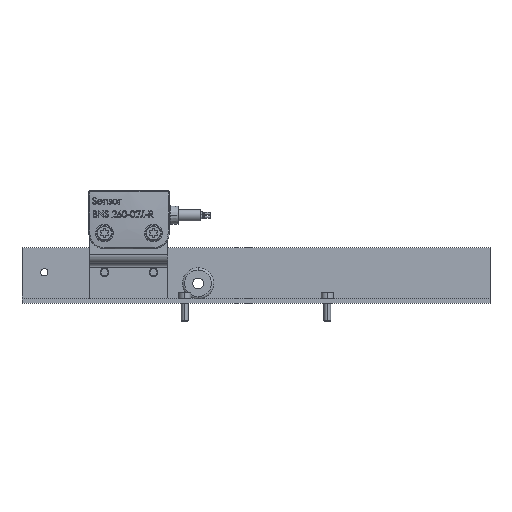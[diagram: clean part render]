
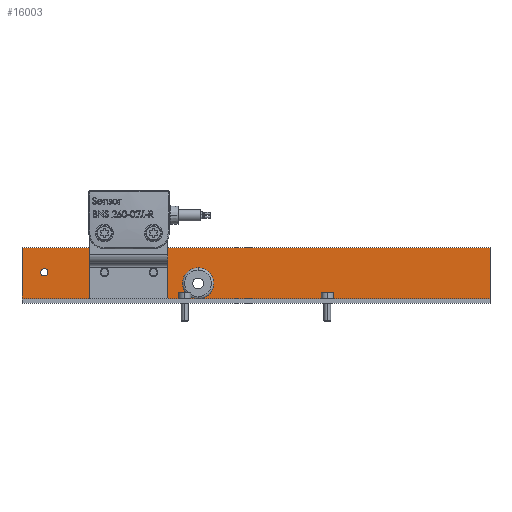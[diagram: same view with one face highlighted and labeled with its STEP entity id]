
A CAD part, top view. The second image highlights one B-rep face of the part: STEP entity #16003.
In plain terms, the highlighted planar face has unit normal (0, 0, 1).
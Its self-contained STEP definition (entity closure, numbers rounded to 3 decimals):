
#34 = DIRECTION ( 'NONE',  ( 0., 0., 1. ) ) ;
#114 = CARTESIAN_POINT ( 'NONE',  ( -95., 14., 2. ) ) ;
#170 = EDGE_LOOP ( 'NONE', ( #12902, #5920 ) ) ;
#662 = CIRCLE ( 'NONE', #13593, 4.5 ) ;
#899 = CIRCLE ( 'NONE', #18584, 1.65 ) ;
#918 = FACE_BOUND ( 'NONE', #17614, .T. ) ;
#919 = LINE ( 'NONE', #16346, #7537 ) ;
#1015 = EDGE_CURVE ( 'NONE', #8358, #9583, #15994, .T. ) ;
#1039 = EDGE_CURVE ( 'NONE', #8311, #8358, #12797, .T. ) ;
#1063 = DIRECTION ( 'NONE',  ( 0., 1., 0. ) ) ;
#1111 = AXIS2_PLACEMENT_3D ( 'NONE', #8237, #15084, #16599 ) ;
#1575 = CIRCLE ( 'NONE', #14652, 2.1 ) ;
#1604 = CARTESIAN_POINT ( 'NONE',  ( -43.9, 14., 2. ) ) ;
#1872 = CARTESIAN_POINT ( 'NONE',  ( -105., 2., 2. ) ) ;
#2425 = AXIS2_PLACEMENT_3D ( 'NONE', #19313, #20810, #13946 ) ;
#2712 = CARTESIAN_POINT ( 'NONE',  ( -105., 25., 2. ) ) ;
#2807 = EDGE_CURVE ( 'NONE', #16646, #11281, #10308, .T. ) ;
#3066 = VERTEX_POINT ( 'NONE', #16046 ) ;
#3244 = VECTOR ( 'NONE', #5904, 1000. ) ;
#3726 = CARTESIAN_POINT ( 'NONE',  ( -65.9, 14., 2. ) ) ;
#3916 = CARTESIAN_POINT ( 'NONE',  ( -26., 9., 2. ) ) ;
#4441 = CARTESIAN_POINT ( 'NONE',  ( 105., 2., 2. ) ) ;
#4716 = ORIENTED_EDGE ( 'NONE', *, *, #2807, .F. ) ;
#4843 = EDGE_CURVE ( 'NONE', #8311, #14233, #8134, .T. ) ;
#4867 = CARTESIAN_POINT ( 'NONE',  ( -68., 14., 2. ) ) ;
#5601 = DIRECTION ( 'NONE',  ( 1., 0., 0. ) ) ;
#5676 = VERTEX_POINT ( 'NONE', #15749 ) ;
#5766 = CARTESIAN_POINT ( 'NONE',  ( -70.1, 14., 2. ) ) ;
#5904 = DIRECTION ( 'NONE',  ( 0., -1., 0. ) ) ;
#5920 = ORIENTED_EDGE ( 'NONE', *, *, #17373, .F. ) ;
#6029 = VERTEX_POINT ( 'NONE', #9593 ) ;
#6667 = CIRCLE ( 'NONE', #2425, 1.65 ) ;
#6841 = AXIS2_PLACEMENT_3D ( 'NONE', #14223, #15929, #17653 ) ;
#6852 = DIRECTION ( 'NONE',  ( 1., 0., 0. ) ) ;
#7319 = ORIENTED_EDGE ( 'NONE', *, *, #4843, .T. ) ;
#7500 = ORIENTED_EDGE ( 'NONE', *, *, #12783, .F. ) ;
#7537 = VECTOR ( 'NONE', #16271, 1000. ) ;
#7556 = FACE_BOUND ( 'NONE', #14930, .T. ) ;
#7827 = DIRECTION ( 'NONE',  ( 0., 0., 1. ) ) ;
#8134 = LINE ( 'NONE', #14767, #10794 ) ;
#8237 = CARTESIAN_POINT ( 'NONE',  ( -68., 14., 2. ) ) ;
#8311 = VERTEX_POINT ( 'NONE', #19469 ) ;
#8335 = AXIS2_PLACEMENT_3D ( 'NONE', #19902, #7827, #11246 ) ;
#8358 = VERTEX_POINT ( 'NONE', #4441 ) ;
#8377 = CARTESIAN_POINT ( 'NONE',  ( -26., 9., 2. ) ) ;
#8796 = EDGE_CURVE ( 'NONE', #14024, #6029, #6667, .T. ) ;
#8833 = FACE_BOUND ( 'NONE', #170, .T. ) ;
#9247 = EDGE_CURVE ( 'NONE', #3066, #14465, #17304, .T. ) ;
#9583 = VERTEX_POINT ( 'NONE', #1872 ) ;
#9593 = CARTESIAN_POINT ( 'NONE',  ( -96.65, 14., 2. ) ) ;
#9800 = AXIS2_PLACEMENT_3D ( 'NONE', #3916, #15786, #5601 ) ;
#9827 = AXIS2_PLACEMENT_3D ( 'NONE', #14712, #11191, #1063 ) ;
#9996 = EDGE_LOOP ( 'NONE', ( #20322, #15947, #10103, #7319 ) ) ;
#10103 = ORIENTED_EDGE ( 'NONE', *, *, #1039, .F. ) ;
#10308 = CIRCLE ( 'NONE', #1111, 2.1 ) ;
#10794 = VECTOR ( 'NONE', #14840, 1000. ) ;
#11191 = DIRECTION ( 'NONE',  ( 0., 0., -1. ) ) ;
#11246 = DIRECTION ( 'NONE',  ( 1., 0., 0. ) ) ;
#11281 = VERTEX_POINT ( 'NONE', #5766 ) ;
#11440 = VECTOR ( 'NONE', #21026, 1000. ) ;
#12149 = EDGE_LOOP ( 'NONE', ( #4716, #16416 ) ) ;
#12574 = CARTESIAN_POINT ( 'NONE',  ( 105., 2., 2. ) ) ;
#12615 = CARTESIAN_POINT ( 'NONE',  ( -30.5, 9., 2. ) ) ;
#12783 = EDGE_CURVE ( 'NONE', #5676, #20565, #18802, .T. ) ;
#12797 = LINE ( 'NONE', #14081, #3244 ) ;
#12902 = ORIENTED_EDGE ( 'NONE', *, *, #8796, .F. ) ;
#13208 = ORIENTED_EDGE ( 'NONE', *, *, #16518, .F. ) ;
#13408 = DIRECTION ( 'NONE',  ( 1., 0., 0. ) ) ;
#13419 = CARTESIAN_POINT ( 'NONE',  ( -93.35, 14., 2. ) ) ;
#13593 = AXIS2_PLACEMENT_3D ( 'NONE', #8377, #34, #17040 ) ;
#13946 = DIRECTION ( 'NONE',  ( 1., 0., 0. ) ) ;
#14024 = VERTEX_POINT ( 'NONE', #13419 ) ;
#14081 = CARTESIAN_POINT ( 'NONE',  ( 105., 2., 2. ) ) ;
#14223 = CARTESIAN_POINT ( 'NONE',  ( -46., 14., 2. ) ) ;
#14233 = VERTEX_POINT ( 'NONE', #2712 ) ;
#14465 = VERTEX_POINT ( 'NONE', #1604 ) ;
#14652 = AXIS2_PLACEMENT_3D ( 'NONE', #4867, #21862, #13408 ) ;
#14712 = CARTESIAN_POINT ( 'NONE',  ( 105., 2., 2. ) ) ;
#14764 = ORIENTED_EDGE ( 'NONE', *, *, #19073, .F. ) ;
#14767 = CARTESIAN_POINT ( 'NONE',  ( 105., 25., 2. ) ) ;
#14840 = DIRECTION ( 'NONE',  ( -1., 0., 0. ) ) ;
#14930 = EDGE_LOOP ( 'NONE', ( #7500, #13208 ) ) ;
#15084 = DIRECTION ( 'NONE',  ( 0., 0., 1. ) ) ;
#15287 = CIRCLE ( 'NONE', #8335, 2.1 ) ;
#15749 = CARTESIAN_POINT ( 'NONE',  ( -21.5, 9., 2. ) ) ;
#15786 = DIRECTION ( 'NONE',  ( 0., 0., 1. ) ) ;
#15929 = DIRECTION ( 'NONE',  ( 0., 0., 1. ) ) ;
#15947 = ORIENTED_EDGE ( 'NONE', *, *, #1015, .F. ) ;
#15994 = LINE ( 'NONE', #12574, #11440 ) ;
#16003 = ADVANCED_FACE ( 'NONE', ( #7556, #918, #16051, #8833, #20853 ), #21731, .F. ) ;
#16046 = CARTESIAN_POINT ( 'NONE',  ( -48.1, 14., 2. ) ) ;
#16051 = FACE_BOUND ( 'NONE', #12149, .T. ) ;
#16271 = DIRECTION ( 'NONE',  ( 0., -1., 0. ) ) ;
#16346 = CARTESIAN_POINT ( 'NONE',  ( -105., 2., 2. ) ) ;
#16416 = ORIENTED_EDGE ( 'NONE', *, *, #21072, .F. ) ;
#16518 = EDGE_CURVE ( 'NONE', #20565, #5676, #662, .T. ) ;
#16599 = DIRECTION ( 'NONE',  ( 1., 0., 0. ) ) ;
#16646 = VERTEX_POINT ( 'NONE', #3726 ) ;
#16798 = EDGE_CURVE ( 'NONE', #14233, #9583, #919, .T. ) ;
#17040 = DIRECTION ( 'NONE',  ( 1., 0., 0. ) ) ;
#17304 = CIRCLE ( 'NONE', #6841, 2.1 ) ;
#17373 = EDGE_CURVE ( 'NONE', #6029, #14024, #899, .T. ) ;
#17614 = EDGE_LOOP ( 'NONE', ( #14764, #20575 ) ) ;
#17653 = DIRECTION ( 'NONE',  ( 1., 0., 0. ) ) ;
#18584 = AXIS2_PLACEMENT_3D ( 'NONE', #114, #18753, #6852 ) ;
#18753 = DIRECTION ( 'NONE',  ( 0., 0., 1. ) ) ;
#18802 = CIRCLE ( 'NONE', #9800, 4.5 ) ;
#19073 = EDGE_CURVE ( 'NONE', #14465, #3066, #15287, .T. ) ;
#19313 = CARTESIAN_POINT ( 'NONE',  ( -95., 14., 2. ) ) ;
#19469 = CARTESIAN_POINT ( 'NONE',  ( 105., 25., 2. ) ) ;
#19902 = CARTESIAN_POINT ( 'NONE',  ( -46., 14., 2. ) ) ;
#20322 = ORIENTED_EDGE ( 'NONE', *, *, #16798, .T. ) ;
#20565 = VERTEX_POINT ( 'NONE', #12615 ) ;
#20575 = ORIENTED_EDGE ( 'NONE', *, *, #9247, .F. ) ;
#20810 = DIRECTION ( 'NONE',  ( 0., 0., 1. ) ) ;
#20853 = FACE_OUTER_BOUND ( 'NONE', #9996, .T. ) ;
#21026 = DIRECTION ( 'NONE',  ( -1., 0., 0. ) ) ;
#21072 = EDGE_CURVE ( 'NONE', #11281, #16646, #1575, .T. ) ;
#21731 = PLANE ( 'NONE',  #9827 ) ;
#21862 = DIRECTION ( 'NONE',  ( 0., 0., 1. ) ) ;
